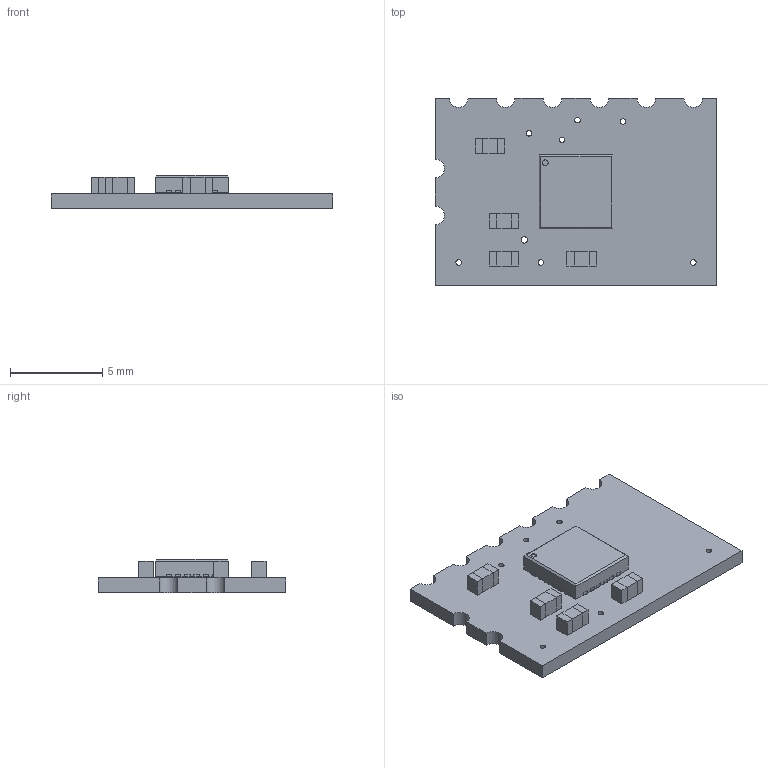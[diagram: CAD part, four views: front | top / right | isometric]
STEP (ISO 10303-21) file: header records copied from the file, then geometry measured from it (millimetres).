
FILE_DESCRIPTION(/* description */ (''),/* implementation_level */ '2;1');
FILE_NAME(/* name */ 'CH9102-Programmer v5.step',/* time_stamp */ '2022-10-26T16:21:56+02:00',/* author */ (''),/* organization */ (''),/* preprocessor_version */ 'ST-DEVELOPER v19.2',/* originating_system */ 'Autodesk Translation Framework v11.17.0.187',/* authorisation */ '');
FILE_SCHEMA (('AUTOMOTIVE_DESIGN { 1 0 10303 214 3 1 1 }'));
Length unit declared in the file: millimetre
Products named in the file (7): CH9102-Programmer; Board; Packages; LASKAKIT_HEART_4MM; LASKKIT_10MM_SILKSCREEN; QFN24-4X4; C0603
Assembly tree (9 placements, depth 3):
  CH9102-Programmer
    Board
    Packages
      LASKAKIT_HEART_4MM
      LASKKIT_10MM_SILKSCREEN
      QFN24-4X4
      C0603  x4
Bounding box: 15.24 x 10.16 x 1.8 mm (x, y, z)
Volume: 140.3 mm3; surface area: 436.2 mm2
Topology: 18 solids, 18 shells, 342 faces, 887 edges, 582 vertices
Faces by surface type: plane 297, cylinder 45
Full cylindrical faces by diameter (mm): 0.3 x8, 0.35 x5
Entity records: 9609 total; most frequent: CARTESIAN_POINT 1606, ORIENTED_EDGE 1558, DIRECTION 1503, EDGE_CURVE 779, LINE 689, VECTOR 689, VERTEX_POINT 510, AXIS2_PLACEMENT_3D 407
